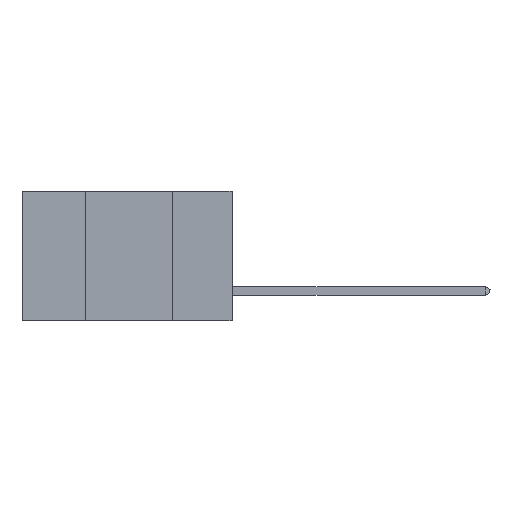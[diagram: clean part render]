
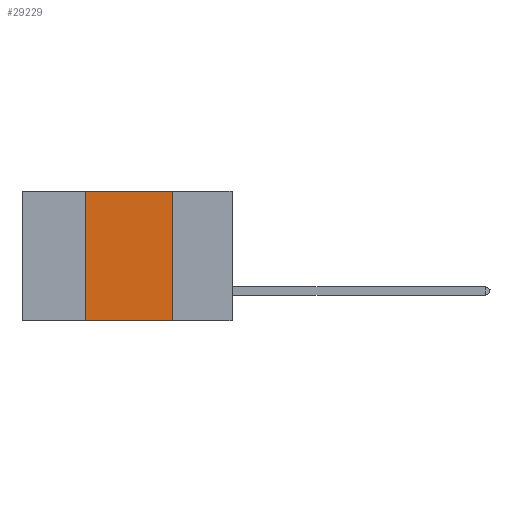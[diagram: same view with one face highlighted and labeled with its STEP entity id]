
A CAD part, left-side view. The second image highlights one B-rep face of the part: STEP entity #29229.
In plain terms, the highlighted planar face has unit normal (-1, 0, 0).
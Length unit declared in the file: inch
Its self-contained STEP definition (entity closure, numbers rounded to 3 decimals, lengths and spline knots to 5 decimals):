
#2181 = AXIS2_PLACEMENT_3D ( 'NONE', #9575, #26699, #24360 ) ;
#4926 = ORIENTED_EDGE ( 'NONE', *, *, #25355, .F. ) ;
#5404 = DIRECTION ( 'NONE',  ( 0., 0., 1. ) ) ;
#5527 = CARTESIAN_POINT ( 'NONE',  ( 0., 0.6, -0.37 ) ) ;
#5734 = EDGE_CURVE ( 'NONE', #15393, #22283, #12609, .T. ) ;
#6172 = LINE ( 'NONE', #5527, #31458 ) ;
#6642 = EDGE_LOOP ( 'NONE', ( #7801, #28065, #4926, #16082 ) ) ;
#7572 = CARTESIAN_POINT ( 'NONE',  ( 0., 0.42, -0.37 ) ) ;
#7801 = ORIENTED_EDGE ( 'NONE', *, *, #5734, .F. ) ;
#9575 = CARTESIAN_POINT ( 'NONE',  ( 0., 0.6, 0. ) ) ;
#10303 = LINE ( 'NONE', #20533, #25253 ) ;
#11801 = CARTESIAN_POINT ( 'NONE',  ( 0., 0.17, 0. ) ) ;
#12609 = LINE ( 'NONE', #20306, #29485 ) ;
#12690 = CARTESIAN_POINT ( 'NONE',  ( 0., 0.42, 0. ) ) ;
#14306 = PLANE ( 'NONE',  #2181 ) ;
#15154 = EDGE_CURVE ( 'NONE', #27391, #22283, #6172, .T. ) ;
#15393 = VERTEX_POINT ( 'NONE', #11801 ) ;
#16082 = ORIENTED_EDGE ( 'NONE', *, *, #15154, .T. ) ;
#20187 = DIRECTION ( 'NONE',  ( 0., 0., -1. ) ) ;
#20306 = CARTESIAN_POINT ( 'NONE',  ( 0., 0.17, 0. ) ) ;
#20533 = CARTESIAN_POINT ( 'NONE',  ( 0., 0.6, 0. ) ) ;
#20995 = VECTOR ( 'NONE', #5404, 39.37008 ) ;
#22075 = CARTESIAN_POINT ( 'NONE',  ( 0., 0.17, -0.37 ) ) ;
#22283 = VERTEX_POINT ( 'NONE', #22075 ) ;
#22874 = DIRECTION ( 'NONE',  ( 0., -1., 0. ) ) ;
#23422 = CARTESIAN_POINT ( 'NONE',  ( 0., 0.42, 0. ) ) ;
#24182 = EDGE_CURVE ( 'NONE', #26944, #15393, #10303, .T. ) ;
#24360 = DIRECTION ( 'NONE',  ( 0., 0., -1. ) ) ;
#25253 = VECTOR ( 'NONE', #22874, 39.37008 ) ;
#25355 = EDGE_CURVE ( 'NONE', #27391, #26944, #25970, .T. ) ;
#25869 = DIRECTION ( 'NONE',  ( 0., -1., 0. ) ) ;
#25970 = LINE ( 'NONE', #12690, #20995 ) ;
#26699 = DIRECTION ( 'NONE',  ( 1., 0., 0. ) ) ;
#26944 = VERTEX_POINT ( 'NONE', #23422 ) ;
#27391 = VERTEX_POINT ( 'NONE', #7572 ) ;
#28065 = ORIENTED_EDGE ( 'NONE', *, *, #24182, .F. ) ;
#29229 = ADVANCED_FACE ( 'NONE', ( #30582 ), #14306, .F. ) ;
#29485 = VECTOR ( 'NONE', #20187, 39.37008 ) ;
#30582 = FACE_OUTER_BOUND ( 'NONE', #6642, .T. ) ;
#31458 = VECTOR ( 'NONE', #25869, 39.37008 ) ;
